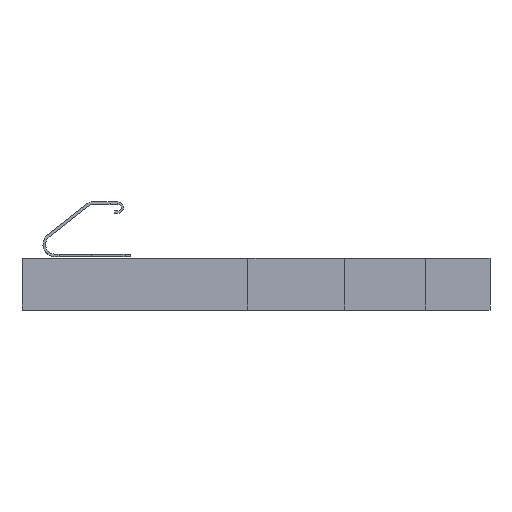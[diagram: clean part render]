
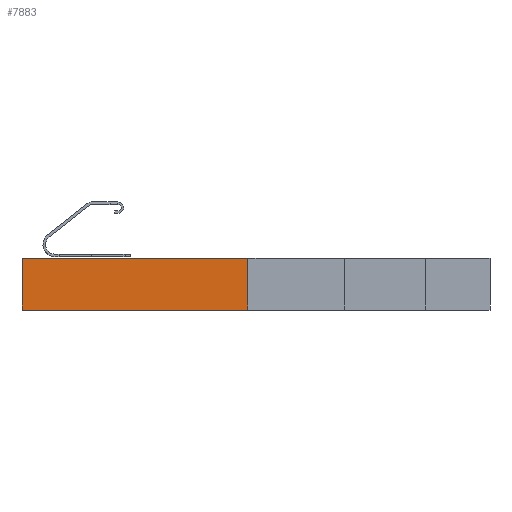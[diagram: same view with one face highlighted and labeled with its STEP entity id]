
A CAD part, front view. The second image highlights one B-rep face of the part: STEP entity #7883.
In plain terms, the highlighted planar face has unit normal (0, -1, 0).
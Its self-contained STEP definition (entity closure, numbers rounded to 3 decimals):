
#3771 = PLANE('',#3772);
#3772 = AXIS2_PLACEMENT_3D('',#3773,#3774,#3775);
#3773 = CARTESIAN_POINT('',(-0.933,0.288,1.6));
#3774 = DIRECTION('',(0.,0.,1.));
#3775 = DIRECTION('',(1.,0.,0.));
#3799 = PLANE('',#3800);
#3800 = AXIS2_PLACEMENT_3D('',#3801,#3802,#3803);
#3801 = CARTESIAN_POINT('',(-7.25,62.,0.));
#3802 = DIRECTION('',(1.,0.,0.));
#3803 = DIRECTION('',(0.,-1.,0.));
#3825 = PLANE('',#3826);
#3826 = AXIS2_PLACEMENT_3D('',#3827,#3828,#3829);
#3827 = CARTESIAN_POINT('',(-0.933,0.288,0.));
#3828 = DIRECTION('',(0.,0.,1.));
#3829 = DIRECTION('',(1.,0.,0.));
#3918 = VERTEX_POINT('',#3919);
#3919 = CARTESIAN_POINT('',(-7.25,-62.,1.6));
#3940 = EDGE_CURVE('',#3941,#3918,#3943,.T.);
#3941 = VERTEX_POINT('',#3942);
#3942 = CARTESIAN_POINT('',(-7.25,-62.,0.));
#3943 = SURFACE_CURVE('',#3944,(#3948,#3955),.PCURVE_S1.);
#3944 = LINE('',#3945,#3946);
#3945 = CARTESIAN_POINT('',(-7.25,-62.,0.));
#3946 = VECTOR('',#3947,1.);
#3947 = DIRECTION('',(0.,0.,1.));
#3948 = PCURVE('',#3799,#3949);
#3949 = DEFINITIONAL_REPRESENTATION('',(#3950),#3954);
#3950 = LINE('',#3951,#3952);
#3951 = CARTESIAN_POINT('',(124.,0.));
#3952 = VECTOR('',#3953,1.);
#3953 = DIRECTION('',(0.,-1.));
#3954 = ( GEOMETRIC_REPRESENTATION_CONTEXT(2) 
PARAMETRIC_REPRESENTATION_CONTEXT() REPRESENTATION_CONTEXT('2D SPACE',''
  ) );
#3955 = PCURVE('',#3956,#3961);
#3956 = PLANE('',#3957);
#3957 = AXIS2_PLACEMENT_3D('',#3958,#3959,#3960);
#3958 = CARTESIAN_POINT('',(-7.25,-62.,0.));
#3959 = DIRECTION('',(0.,1.,0.));
#3960 = DIRECTION('',(1.,0.,0.));
#3961 = DEFINITIONAL_REPRESENTATION('',(#3962),#3966);
#3962 = LINE('',#3963,#3964);
#3963 = CARTESIAN_POINT('',(0.,0.));
#3964 = VECTOR('',#3965,1.);
#3965 = DIRECTION('',(0.,-1.));
#3966 = ( GEOMETRIC_REPRESENTATION_CONTEXT(2) 
PARAMETRIC_REPRESENTATION_CONTEXT() REPRESENTATION_CONTEXT('2D SPACE',''
  ) );
#3994 = EDGE_CURVE('',#3941,#3995,#3997,.T.);
#3995 = VERTEX_POINT('',#3996);
#3996 = CARTESIAN_POINT('',(-0.25,-62.,0.));
#3997 = SURFACE_CURVE('',#3998,(#4002,#4009),.PCURVE_S1.);
#3998 = LINE('',#3999,#4000);
#3999 = CARTESIAN_POINT('',(-7.25,-62.,0.));
#4000 = VECTOR('',#4001,1.);
#4001 = DIRECTION('',(1.,0.,0.));
#4002 = PCURVE('',#3825,#4003);
#4003 = DEFINITIONAL_REPRESENTATION('',(#4004),#4008);
#4004 = LINE('',#4005,#4006);
#4005 = CARTESIAN_POINT('',(-6.317,-62.288));
#4006 = VECTOR('',#4007,1.);
#4007 = DIRECTION('',(1.,0.));
#4008 = ( GEOMETRIC_REPRESENTATION_CONTEXT(2) 
PARAMETRIC_REPRESENTATION_CONTEXT() REPRESENTATION_CONTEXT('2D SPACE',''
  ) );
#4009 = PCURVE('',#3956,#4010);
#4010 = DEFINITIONAL_REPRESENTATION('',(#4011),#4015);
#4011 = LINE('',#4012,#4013);
#4012 = CARTESIAN_POINT('',(0.,0.));
#4013 = VECTOR('',#4014,1.);
#4014 = DIRECTION('',(1.,0.));
#4015 = ( GEOMETRIC_REPRESENTATION_CONTEXT(2) 
PARAMETRIC_REPRESENTATION_CONTEXT() REPRESENTATION_CONTEXT('2D SPACE',''
  ) );
#4033 = PLANE('',#4034);
#4034 = AXIS2_PLACEMENT_3D('',#4035,#4036,#4037);
#4035 = CARTESIAN_POINT('',(-0.25,-62.,0.));
#4036 = DIRECTION('',(-1.,0.,0.));
#4037 = DIRECTION('',(0.,1.,0.));
#6098 = EDGE_CURVE('',#3918,#6099,#6101,.T.);
#6099 = VERTEX_POINT('',#6100);
#6100 = CARTESIAN_POINT('',(-0.25,-62.,1.6));
#6101 = SURFACE_CURVE('',#6102,(#6106,#6113),.PCURVE_S1.);
#6102 = LINE('',#6103,#6104);
#6103 = CARTESIAN_POINT('',(-7.25,-62.,1.6));
#6104 = VECTOR('',#6105,1.);
#6105 = DIRECTION('',(1.,0.,0.));
#6106 = PCURVE('',#3771,#6107);
#6107 = DEFINITIONAL_REPRESENTATION('',(#6108),#6112);
#6108 = LINE('',#6109,#6110);
#6109 = CARTESIAN_POINT('',(-6.317,-62.288));
#6110 = VECTOR('',#6111,1.);
#6111 = DIRECTION('',(1.,0.));
#6112 = ( GEOMETRIC_REPRESENTATION_CONTEXT(2) 
PARAMETRIC_REPRESENTATION_CONTEXT() REPRESENTATION_CONTEXT('2D SPACE',''
  ) );
#6113 = PCURVE('',#3956,#6114);
#6114 = DEFINITIONAL_REPRESENTATION('',(#6115),#6119);
#6115 = LINE('',#6116,#6117);
#6116 = CARTESIAN_POINT('',(0.,-1.6));
#6117 = VECTOR('',#6118,1.);
#6118 = DIRECTION('',(1.,0.));
#6119 = ( GEOMETRIC_REPRESENTATION_CONTEXT(2) 
PARAMETRIC_REPRESENTATION_CONTEXT() REPRESENTATION_CONTEXT('2D SPACE',''
  ) );
#7883 = ADVANCED_FACE('',(#7884),#3956,.F.);
#7884 = FACE_BOUND('',#7885,.F.);
#7885 = EDGE_LOOP('',(#7886,#7887,#7888,#7909));
#7886 = ORIENTED_EDGE('',*,*,#3940,.T.);
#7887 = ORIENTED_EDGE('',*,*,#6098,.T.);
#7888 = ORIENTED_EDGE('',*,*,#7889,.F.);
#7889 = EDGE_CURVE('',#3995,#6099,#7890,.T.);
#7890 = SURFACE_CURVE('',#7891,(#7895,#7902),.PCURVE_S1.);
#7891 = LINE('',#7892,#7893);
#7892 = CARTESIAN_POINT('',(-0.25,-62.,0.));
#7893 = VECTOR('',#7894,1.);
#7894 = DIRECTION('',(0.,0.,1.));
#7895 = PCURVE('',#3956,#7896);
#7896 = DEFINITIONAL_REPRESENTATION('',(#7897),#7901);
#7897 = LINE('',#7898,#7899);
#7898 = CARTESIAN_POINT('',(7.,0.));
#7899 = VECTOR('',#7900,1.);
#7900 = DIRECTION('',(0.,-1.));
#7901 = ( GEOMETRIC_REPRESENTATION_CONTEXT(2) 
PARAMETRIC_REPRESENTATION_CONTEXT() REPRESENTATION_CONTEXT('2D SPACE',''
  ) );
#7902 = PCURVE('',#4033,#7903);
#7903 = DEFINITIONAL_REPRESENTATION('',(#7904),#7908);
#7904 = LINE('',#7905,#7906);
#7905 = CARTESIAN_POINT('',(0.,0.));
#7906 = VECTOR('',#7907,1.);
#7907 = DIRECTION('',(0.,-1.));
#7908 = ( GEOMETRIC_REPRESENTATION_CONTEXT(2) 
PARAMETRIC_REPRESENTATION_CONTEXT() REPRESENTATION_CONTEXT('2D SPACE',''
  ) );
#7909 = ORIENTED_EDGE('',*,*,#3994,.F.);
